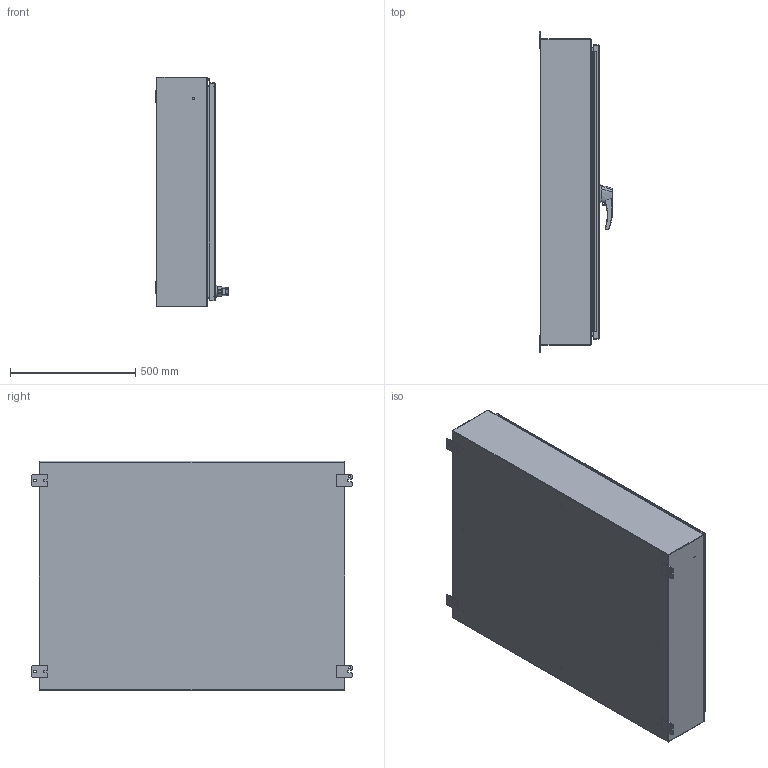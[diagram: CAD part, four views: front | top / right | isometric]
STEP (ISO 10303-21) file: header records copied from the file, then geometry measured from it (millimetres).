
FILE_DESCRIPTION (( 'STEP AP214' ), '1' );
FILE_NAME ('HW48368SSHK.STEP', '2019-08-19T18:05:05', ( '' ), ( '' ), 'SwSTEP 2.0', 'SolidWorks 2018', '' );
FILE_SCHEMA (( 'AUTOMOTIVE_DESIGN' ));
Length unit declared in the file: inch
Products named in the file (1): HW48368SSHK
Bounding box: 291.41 x 1276.35 x 914.4 mm (x, y, z)
Volume: 7536520.2 mm3; surface area: 7250469.7 mm2
Topology: 46 solids, 47 shells, 1684 faces, 4289 edges, 2741 vertices
Faces by surface type: plane 793, cylinder 713, bspline 135, cone 43
Entity records: 112474 total; most frequent: CARTESIAN_POINT 50082, ORIENTED_EDGE 8562, DIRECTION 8072, EDGE_CURVE 4281, AXIS2_PLACEMENT_3D 2816, VERTEX_POINT 2741, LINE 2440, VECTOR 2440
